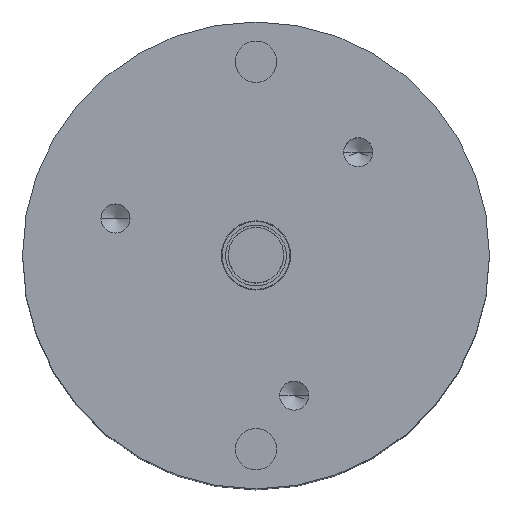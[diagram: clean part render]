
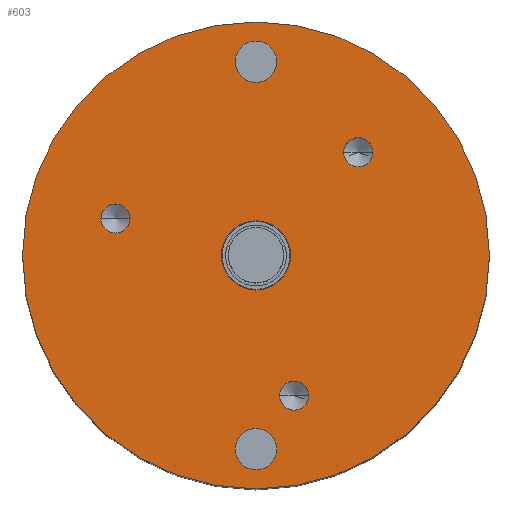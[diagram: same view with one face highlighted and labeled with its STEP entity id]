
A CAD part, top view. The second image highlights one B-rep face of the part: STEP entity #603.
In plain terms, the highlighted planar face has unit normal (0, 0, 1).
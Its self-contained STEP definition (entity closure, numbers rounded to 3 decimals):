
#9 = EDGE_LOOP ( 'NONE', ( #652, #1301 ) ) ;
#26 = DIRECTION ( 'NONE',  ( 1., 0., 0. ) ) ;
#40 = CARTESIAN_POINT ( 'NONE',  ( -20.308, 5.345, 89.5 ) ) ;
#41 = CARTESIAN_POINT ( 'NONE',  ( 5.525, -20.26, 89.5 ) ) ;
#43 = ORIENTED_EDGE ( 'NONE', *, *, #277, .F. ) ;
#65 = CIRCLE ( 'NONE', #800, 2.1 ) ;
#73 = CARTESIAN_POINT ( 'NONE',  ( 0., 0., 89.5 ) ) ;
#105 = CARTESIAN_POINT ( 'NONE',  ( 0., 28., 89.5 ) ) ;
#122 = AXIS2_PLACEMENT_3D ( 'NONE', #1924, #1058, #1895 ) ;
#141 = AXIS2_PLACEMENT_3D ( 'NONE', #1653, #1308, #26 ) ;
#145 = AXIS2_PLACEMENT_3D ( 'NONE', #1975, #1811, #212 ) ;
#162 = DIRECTION ( 'NONE',  ( 1., 0., 0. ) ) ;
#163 = AXIS2_PLACEMENT_3D ( 'NONE', #1433, #572, #1613 ) ;
#182 = CARTESIAN_POINT ( 'NONE',  ( 5., 0., 89.5 ) ) ;
#184 = EDGE_LOOP ( 'NONE', ( #43, #1247 ) ) ;
#198 = ORIENTED_EDGE ( 'NONE', *, *, #1103, .F. ) ;
#201 = AXIS2_PLACEMENT_3D ( 'NONE', #1675, #969, #2037 ) ;
#202 = CARTESIAN_POINT ( 'NONE',  ( 5.525, -20.26, 89.5 ) ) ;
#210 = CARTESIAN_POINT ( 'NONE',  ( 3., -28., 89.5 ) ) ;
#212 = DIRECTION ( 'NONE',  ( 1., 0., 0. ) ) ;
#220 = VERTEX_POINT ( 'NONE', #210 ) ;
#226 = CARTESIAN_POINT ( 'NONE',  ( -5., 0., 89.5 ) ) ;
#238 = EDGE_CURVE ( 'NONE', #972, #2105, #1191, .T. ) ;
#277 = EDGE_CURVE ( 'NONE', #1186, #802, #893, .T. ) ;
#312 = DIRECTION ( 'NONE',  ( 1., 0., 0. ) ) ;
#367 = CARTESIAN_POINT ( 'NONE',  ( 7.625, -20.26, 89.5 ) ) ;
#369 = ORIENTED_EDGE ( 'NONE', *, *, #2121, .T. ) ;
#381 = VERTEX_POINT ( 'NONE', #1378 ) ;
#382 = CIRCLE ( 'NONE', #1982, 3. ) ;
#383 = DIRECTION ( 'NONE',  ( 0., 0., 1. ) ) ;
#415 = CARTESIAN_POINT ( 'NONE',  ( -3., 28., 89.5 ) ) ;
#442 = CARTESIAN_POINT ( 'NONE',  ( 16.883, 14.915, 89.5 ) ) ;
#456 = CIRCLE ( 'NONE', #1947, 5. ) ;
#464 = CIRCLE ( 'NONE', #2063, 3. ) ;
#489 = DIRECTION ( 'NONE',  ( 0., 0., 1. ) ) ;
#534 = ORIENTED_EDGE ( 'NONE', *, *, #1117, .F. ) ;
#555 = EDGE_CURVE ( 'NONE', #1779, #1044, #2120, .T. ) ;
#558 = DIRECTION ( 'NONE',  ( 0., 0., 1. ) ) ;
#567 = CIRCLE ( 'NONE', #201, 5. ) ;
#572 = DIRECTION ( 'NONE',  ( 0., 0., 1. ) ) ;
#586 = DIRECTION ( 'NONE',  ( 1., 0., 0. ) ) ;
#593 = DIRECTION ( 'NONE',  ( 0., 0., 1. ) ) ;
#603 = ADVANCED_FACE ( 'NONE', ( #691, #654, #1579, #1363, #1911, #701, #1221 ), #1808, .T. ) ;
#623 = VERTEX_POINT ( 'NONE', #1633 ) ;
#652 = ORIENTED_EDGE ( 'NONE', *, *, #238, .F. ) ;
#654 = FACE_BOUND ( 'NONE', #2090, .T. ) ;
#674 = ORIENTED_EDGE ( 'NONE', *, *, #555, .F. ) ;
#684 = AXIS2_PLACEMENT_3D ( 'NONE', #1898, #1590, #1737 ) ;
#690 = CIRCLE ( 'NONE', #141, 33.75 ) ;
#691 = FACE_BOUND ( 'NONE', #2113, .T. ) ;
#701 = FACE_BOUND ( 'NONE', #1604, .T. ) ;
#728 = DIRECTION ( 'NONE',  ( 0., 0., 1. ) ) ;
#743 = DIRECTION ( 'NONE',  ( 0., 0., 1. ) ) ;
#777 = CARTESIAN_POINT ( 'NONE',  ( -22.408, 5.345, 89.5 ) ) ;
#800 = AXIS2_PLACEMENT_3D ( 'NONE', #40, #558, #924 ) ;
#802 = VERTEX_POINT ( 'NONE', #1193 ) ;
#804 = CARTESIAN_POINT ( 'NONE',  ( 33.75, 0., 89.5 ) ) ;
#838 = AXIS2_PLACEMENT_3D ( 'NONE', #202, #383, #2190 ) ;
#840 = CIRCLE ( 'NONE', #145, 33.75 ) ;
#893 = CIRCLE ( 'NONE', #1784, 2.1 ) ;
#924 = DIRECTION ( 'NONE',  ( 1., 0., 0. ) ) ;
#928 = CARTESIAN_POINT ( 'NONE',  ( 12.683, 14.915, 89.5 ) ) ;
#942 = CIRCLE ( 'NONE', #1979, 3. ) ;
#969 = DIRECTION ( 'NONE',  ( 0., 0., 1. ) ) ;
#972 = VERTEX_POINT ( 'NONE', #442 ) ;
#981 = CIRCLE ( 'NONE', #684, 3. ) ;
#1037 = DIRECTION ( 'NONE',  ( 1., 0., 0. ) ) ;
#1044 = VERTEX_POINT ( 'NONE', #777 ) ;
#1045 = EDGE_CURVE ( 'NONE', #1213, #1830, #567, .T. ) ;
#1058 = DIRECTION ( 'NONE',  ( 0., 0., 1. ) ) ;
#1061 = CARTESIAN_POINT ( 'NONE',  ( 14.783, 14.915, 89.5 ) ) ;
#1090 = EDGE_CURVE ( 'NONE', #1830, #1213, #456, .T. ) ;
#1103 = EDGE_CURVE ( 'NONE', #220, #623, #981, .T. ) ;
#1111 = CARTESIAN_POINT ( 'NONE',  ( -18.208, 5.345, 89.5 ) ) ;
#1117 = EDGE_CURVE ( 'NONE', #2168, #2268, #382, .T. ) ;
#1162 = ORIENTED_EDGE ( 'NONE', *, *, #2109, .F. ) ;
#1173 = EDGE_LOOP ( 'NONE', ( #674, #2141 ) ) ;
#1186 = VERTEX_POINT ( 'NONE', #367 ) ;
#1191 = CIRCLE ( 'NONE', #1264, 2.1 ) ;
#1193 = CARTESIAN_POINT ( 'NONE',  ( 3.425, -20.26, 89.5 ) ) ;
#1199 = DIRECTION ( 'NONE',  ( 1., 0., 0. ) ) ;
#1213 = VERTEX_POINT ( 'NONE', #182 ) ;
#1221 = FACE_OUTER_BOUND ( 'NONE', #2106, .T. ) ;
#1237 = AXIS2_PLACEMENT_3D ( 'NONE', #1061, #2100, #1037 ) ;
#1247 = ORIENTED_EDGE ( 'NONE', *, *, #1871, .F. ) ;
#1264 = AXIS2_PLACEMENT_3D ( 'NONE', #2123, #1765, #2155 ) ;
#1294 = CARTESIAN_POINT ( 'NONE',  ( 0., -28., 89.5 ) ) ;
#1301 = ORIENTED_EDGE ( 'NONE', *, *, #1342, .F. ) ;
#1308 = DIRECTION ( 'NONE',  ( 0., 0., 1. ) ) ;
#1342 = EDGE_CURVE ( 'NONE', #2105, #972, #2094, .T. ) ;
#1363 = FACE_BOUND ( 'NONE', #9, .T. ) ;
#1378 = CARTESIAN_POINT ( 'NONE',  ( -33.75, 0., 89.5 ) ) ;
#1433 = CARTESIAN_POINT ( 'NONE',  ( 0., 0., 89.5 ) ) ;
#1555 = ORIENTED_EDGE ( 'NONE', *, *, #1852, .T. ) ;
#1579 = FACE_BOUND ( 'NONE', #1173, .T. ) ;
#1590 = DIRECTION ( 'NONE',  ( 0., 0., 1. ) ) ;
#1604 = EDGE_LOOP ( 'NONE', ( #1655, #1920 ) ) ;
#1613 = DIRECTION ( 'NONE',  ( 1., 0., 0. ) ) ;
#1617 = EDGE_CURVE ( 'NONE', #2268, #2168, #942, .T. ) ;
#1633 = CARTESIAN_POINT ( 'NONE',  ( -3., -28., 89.5 ) ) ;
#1653 = CARTESIAN_POINT ( 'NONE',  ( 0., 0., 89.5 ) ) ;
#1655 = ORIENTED_EDGE ( 'NONE', *, *, #1045, .F. ) ;
#1675 = CARTESIAN_POINT ( 'NONE',  ( 0., 0., 89.5 ) ) ;
#1731 = EDGE_CURVE ( 'NONE', #1044, #1779, #65, .T. ) ;
#1737 = DIRECTION ( 'NONE',  ( 1., 0., 0. ) ) ;
#1746 = DIRECTION ( 'NONE',  ( 0., 0., 1. ) ) ;
#1765 = DIRECTION ( 'NONE',  ( 0., 0., 1. ) ) ;
#1779 = VERTEX_POINT ( 'NONE', #1111 ) ;
#1784 = AXIS2_PLACEMENT_3D ( 'NONE', #41, #743, #1954 ) ;
#1808 = PLANE ( 'NONE',  #163 ) ;
#1811 = DIRECTION ( 'NONE',  ( 0., 0., 1. ) ) ;
#1830 = VERTEX_POINT ( 'NONE', #226 ) ;
#1852 = EDGE_CURVE ( 'NONE', #381, #2269, #690, .T. ) ;
#1871 = EDGE_CURVE ( 'NONE', #802, #1186, #2025, .T. ) ;
#1895 = DIRECTION ( 'NONE',  ( 1., 0., 0. ) ) ;
#1898 = CARTESIAN_POINT ( 'NONE',  ( 0., -28., 89.5 ) ) ;
#1911 = FACE_BOUND ( 'NONE', #184, .T. ) ;
#1912 = CARTESIAN_POINT ( 'NONE',  ( 0., 28., 89.5 ) ) ;
#1920 = ORIENTED_EDGE ( 'NONE', *, *, #1090, .F. ) ;
#1924 = CARTESIAN_POINT ( 'NONE',  ( -20.308, 5.345, 89.5 ) ) ;
#1947 = AXIS2_PLACEMENT_3D ( 'NONE', #73, #593, #312 ) ;
#1954 = DIRECTION ( 'NONE',  ( 1., 0., 0. ) ) ;
#1975 = CARTESIAN_POINT ( 'NONE',  ( 0., 0., 89.5 ) ) ;
#1979 = AXIS2_PLACEMENT_3D ( 'NONE', #1912, #1746, #162 ) ;
#1982 = AXIS2_PLACEMENT_3D ( 'NONE', #105, #489, #1199 ) ;
#2025 = CIRCLE ( 'NONE', #838, 2.1 ) ;
#2037 = DIRECTION ( 'NONE',  ( 1., 0., 0. ) ) ;
#2063 = AXIS2_PLACEMENT_3D ( 'NONE', #1294, #728, #586 ) ;
#2090 = EDGE_LOOP ( 'NONE', ( #198, #1162 ) ) ;
#2094 = CIRCLE ( 'NONE', #1237, 2.1 ) ;
#2100 = DIRECTION ( 'NONE',  ( 0., 0., 1. ) ) ;
#2105 = VERTEX_POINT ( 'NONE', #928 ) ;
#2106 = EDGE_LOOP ( 'NONE', ( #1555, #369 ) ) ;
#2109 = EDGE_CURVE ( 'NONE', #623, #220, #464, .T. ) ;
#2113 = EDGE_LOOP ( 'NONE', ( #534, #2125 ) ) ;
#2120 = CIRCLE ( 'NONE', #122, 2.1 ) ;
#2121 = EDGE_CURVE ( 'NONE', #2269, #381, #840, .T. ) ;
#2123 = CARTESIAN_POINT ( 'NONE',  ( 14.783, 14.915, 89.5 ) ) ;
#2125 = ORIENTED_EDGE ( 'NONE', *, *, #1617, .F. ) ;
#2133 = CARTESIAN_POINT ( 'NONE',  ( 3., 28., 89.5 ) ) ;
#2141 = ORIENTED_EDGE ( 'NONE', *, *, #1731, .F. ) ;
#2155 = DIRECTION ( 'NONE',  ( 1., 0., 0. ) ) ;
#2168 = VERTEX_POINT ( 'NONE', #2133 ) ;
#2190 = DIRECTION ( 'NONE',  ( 1., 0., 0. ) ) ;
#2268 = VERTEX_POINT ( 'NONE', #415 ) ;
#2269 = VERTEX_POINT ( 'NONE', #804 ) ;
